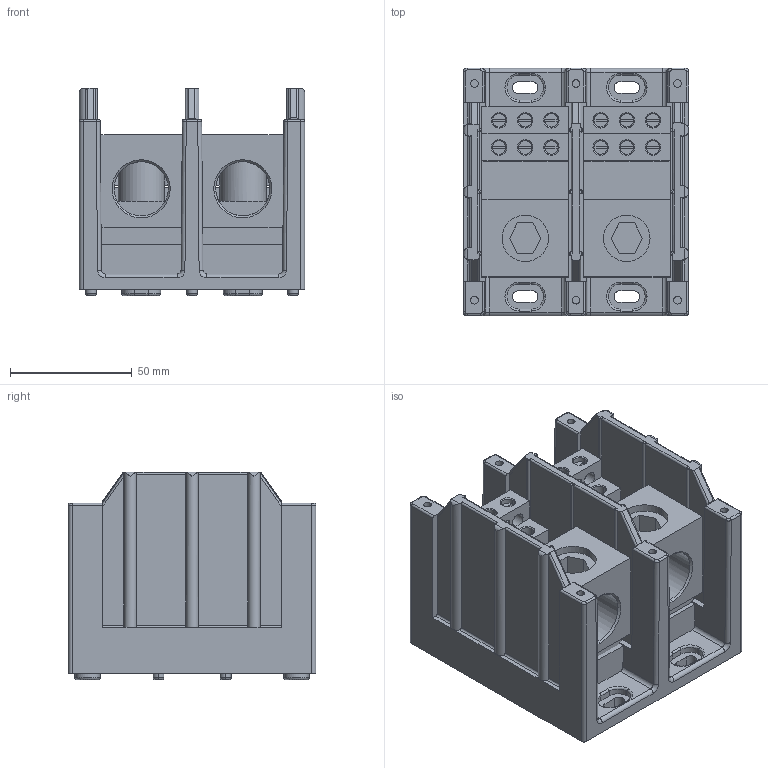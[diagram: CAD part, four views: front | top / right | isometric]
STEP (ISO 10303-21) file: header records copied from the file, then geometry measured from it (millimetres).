
FILE_DESCRIPTION (( 'STEP AP214' ), '1' );
FILE_NAME ('PB3062.STEP', '2014-12-17T20:04:43', ( '' ), ( '' ), 'SwSTEP 2.0', 'SolidWorks 2014', '' );
FILE_SCHEMA (( 'AUTOMOTIVE_DESIGN' ));
Length unit declared in the file: inch
Products named in the file (1): PB3062
Bounding box: 92.47 x 101.6 x 85.09 mm (x, y, z)
Volume: 312344 mm3; surface area: 126816.2 mm2
Topology: 7 solids, 15 shells, 1028 faces, 2669 edges, 1646 vertices
Faces by surface type: cylinder 427, plane 417, torus 136, cone 32, bspline 16
Entity records: 46781 total; most frequent: CARTESIAN_POINT 8506, DIRECTION 5449, ORIENTED_EDGE 5322, EDGE_CURVE 2661, AXIS2_PLACEMENT_3D 2041, VERTEX_POINT 1646, LINE 1367, VECTOR 1367
